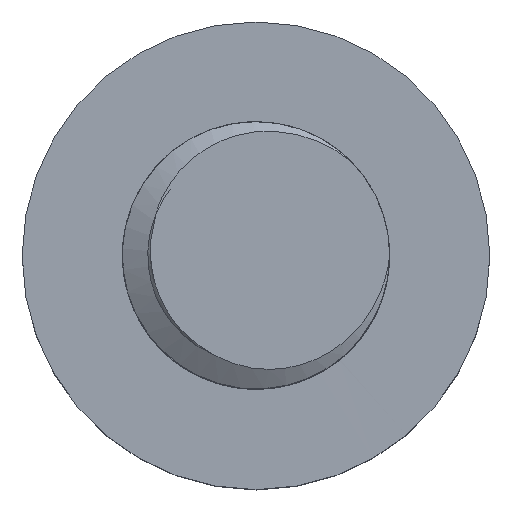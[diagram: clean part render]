
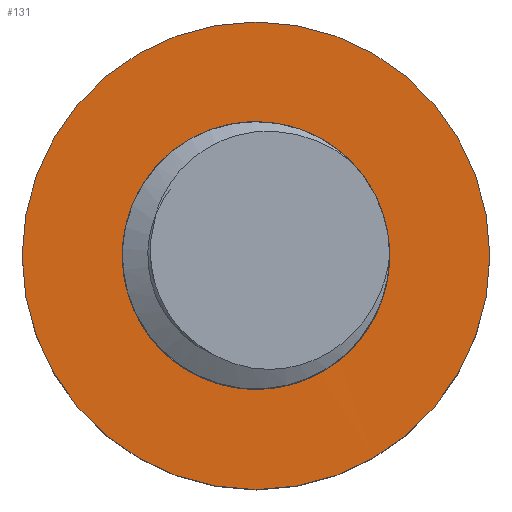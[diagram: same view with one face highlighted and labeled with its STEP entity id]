
A CAD part, top view. The second image highlights one B-rep face of the part: STEP entity #131.
In plain terms, the highlighted face is planar.
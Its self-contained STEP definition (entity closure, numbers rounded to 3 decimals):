
#31=B_SPLINE_CURVE_WITH_KNOTS('',3,(#196,#197,#198,#199),.UNSPECIFIED.,
 .F.,.F.,(4,4),(0.,1.),.UNSPECIFIED.);
#39=PLANE('',#157);
#45=ORIENTED_EDGE('',*,*,#77,.T.);
#46=ORIENTED_EDGE('',*,*,#78,.F.);
#47=ORIENTED_EDGE('',*,*,#75,.T.);
#75=EDGE_CURVE('',#91,#91,#102,.T.);
#77=EDGE_CURVE('',#93,#94,#31,.T.);
#78=EDGE_CURVE('',#93,#94,#104,.T.);
#91=VERTEX_POINT('',#192);
#93=VERTEX_POINT('',#200);
#94=VERTEX_POINT('',#201);
#102=CIRCLE('',#155,3.5);
#104=CIRCLE('',#158,2.);
#108=EDGE_LOOP('',(#45,#46));
#109=EDGE_LOOP('',(#47));
#119=FACE_BOUND('',#108,.T.);
#120=FACE_BOUND('',#109,.T.);
#131=ADVANCED_FACE('',(#119,#120),#39,.T.);
#155=AXIS2_PLACEMENT_3D('',#191,#169,#170);
#157=AXIS2_PLACEMENT_3D('',#195,#173,#174);
#158=AXIS2_PLACEMENT_3D('',#202,#175,#176);
#169=DIRECTION('',(0.,-1.,0.));
#170=DIRECTION('',(0.,0.,-1.));
#173=DIRECTION('',(0.,-1.,0.));
#174=DIRECTION('',(0.,0.,-1.));
#175=DIRECTION('',(0.,-1.,0.));
#176=DIRECTION('',(0.,0.,-1.));
#191=CARTESIAN_POINT('',(0.,5.,0.));
#192=CARTESIAN_POINT('',(0.,5.,-3.5));
#195=CARTESIAN_POINT('',(0.,5.,2.));
#196=CARTESIAN_POINT('',(1.261,5.,-1.553));
#197=CARTESIAN_POINT('',(1.256,5.,-1.556));
#198=CARTESIAN_POINT('',(1.252,5.,-1.56));
#199=CARTESIAN_POINT('',(1.247,5.,-1.564));
#200=CARTESIAN_POINT('',(1.261,5.,-1.553));
#201=CARTESIAN_POINT('',(1.247,5.,-1.564));
#202=CARTESIAN_POINT('',(0.,5.,0.));
